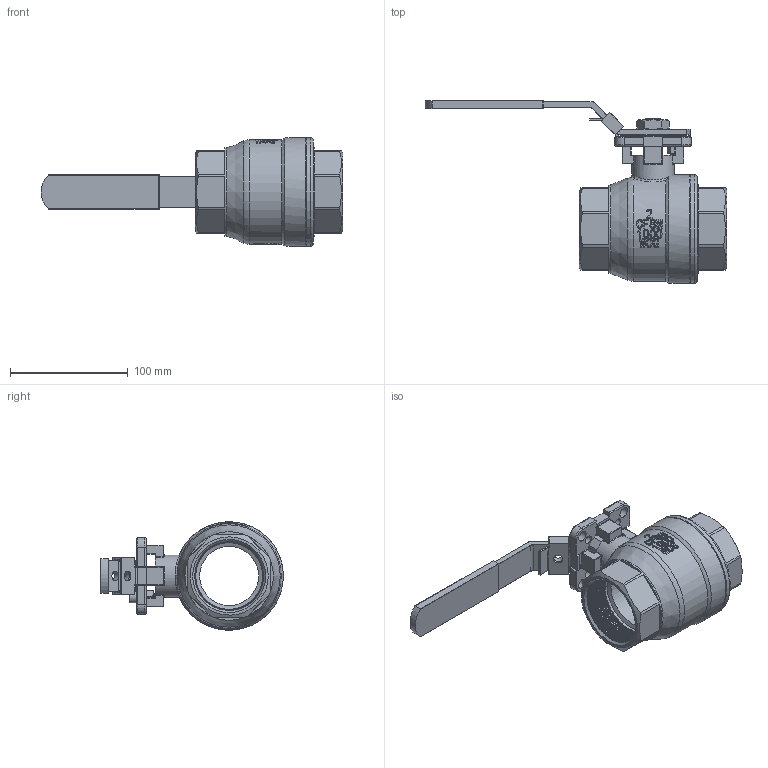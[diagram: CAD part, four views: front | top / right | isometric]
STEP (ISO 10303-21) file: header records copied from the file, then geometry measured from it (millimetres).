
FILE_DESCRIPTION(/* description */ ('Unknown'),/* implementation_level */ '2;1');
FILE_NAME(/* name */ '9650-09',/* time_stamp */ '2022-11-14T12:24:55+01:00',/* author */ ('Unknown'),/* organization */ ('Unknown'),/* preprocessor_version */ 'ST-DEVELOPER v16.7',/* originating_system */ 'Solid Edge',/* authorisation */ 'Unknown');
FILE_SCHEMA (('AUTOMOTIVE_DESIGN {1 0 10303 214 3 1 1}'));
Length unit declared in the file: millimetre
Products named in the file (9): 8.650.050; socket head cap screw_iso_ISO 4762 M6 x 16 --- 16N; 2-1000WOG KV-L20 DN50 ____; hex nut gradec_iso_Hexagon Nut ISO - 4034 - M6 - N; Griff_DN50; Schließlasche_DN50; hex thin nut chamfered gradeab_iso_Hexagon Thin Nut ISO - 4035 - M16 
- N
Assembly tree (8 placements, depth 3):
  8.650.050
    socket head cap screw_iso_ISO 4762 M6 x 16 --- 16N
    8.650.050
      2-1000WOG KV-L20 DN50 ____
    hex nut gradec_iso_Hexagon Nut ISO - 4034 - M6 - N
    Griff_DN50
      Schließlasche_DN50
      Griff_DN50
    hex thin nut chamfered gradeab_iso_Hexagon Thin Nut ISO - 4035 - M16 
- N
Bounding box: 255.69 x 155 x 92 mm (x, y, z)
Volume: 476461.8 mm3; surface area: 105473.3 mm2
Topology: 6 solids, 6 shells, 788 faces, 2136 edges, 1384 vertices
Faces by surface type: plane 296, cylinder 212, bspline 107, cone 104, torus 48, sphere 21
Full cylindrical faces by diameter (mm): 5 x1, 6 x2, 7 x4, 8 x3, 9 x4, 10 x1, 14 x1, 16 x2, 36 x1, 40 x1, 50 x2, 68 x1, 75 x1, 92 x2
Entity records: 61504 total; most frequent: CARTESIAN_POINT 43626, ORIENTED_EDGE 3928, DIRECTION 3232, EDGE_CURVE 1964, VERTEX_POINT 1359, AXIS2_PLACEMENT_3D 1206, FACE_BOUND 889, EDGE_LOOP 888
